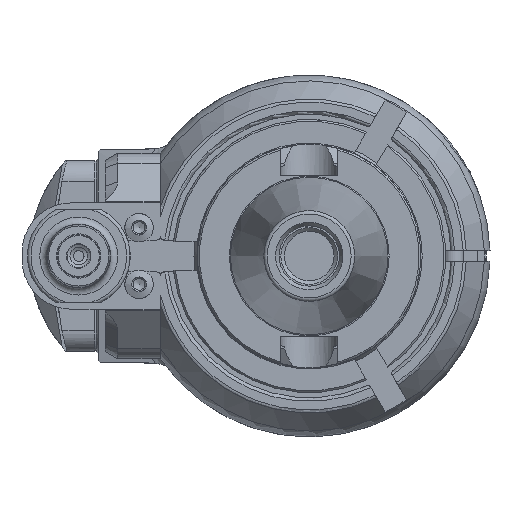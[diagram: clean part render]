
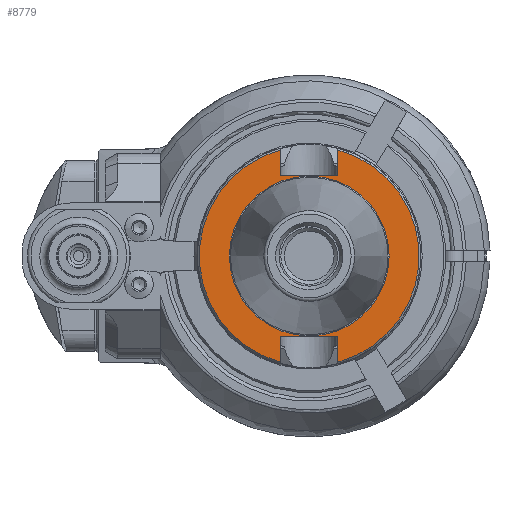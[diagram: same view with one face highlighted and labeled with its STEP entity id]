
A CAD part, left-side view. The second image highlights one B-rep face of the part: STEP entity #8779.
In plain terms, the highlighted planar face has unit normal (-1, 0, 0).
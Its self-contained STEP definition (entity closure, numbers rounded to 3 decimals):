
#797=LINE('',#17124,#1388);
#798=LINE('',#17126,#1389);
#799=LINE('',#17128,#1390);
#800=LINE('',#17132,#1391);
#801=LINE('',#17134,#1392);
#802=LINE('',#17135,#1393);
#1388=VECTOR('',#12123,7.337);
#1389=VECTOR('',#12124,16.1);
#1390=VECTOR('',#12125,7.337);
#1391=VECTOR('',#12128,7.337);
#1392=VECTOR('',#12129,16.1);
#1393=VECTOR('',#12130,7.337);
#1742=FACE_BOUND('',#2748,.T.);
#2171=FACE_OUTER_BOUND('',#2747,.T.);
#2747=EDGE_LOOP('',(#7570,#7571,#7572,#7573,#7574,#7575,#7576,#7577));
#2748=EDGE_LOOP('',(#7578));
#3269=CIRCLE('',#9755,22.525);
#3271=CIRCLE('',#9758,31.);
#3272=CIRCLE('',#9759,31.);
#4038=VERTEX_POINT('',#17116);
#4039=VERTEX_POINT('',#17120);
#4040=VERTEX_POINT('',#17121);
#4041=VERTEX_POINT('',#17123);
#4042=VERTEX_POINT('',#17125);
#4043=VERTEX_POINT('',#17127);
#4044=VERTEX_POINT('',#17129);
#4045=VERTEX_POINT('',#17131);
#4046=VERTEX_POINT('',#17133);
#5244=EDGE_CURVE('',#4038,#4038,#3269,.T.);
#5246=EDGE_CURVE('',#4039,#4040,#3271,.T.);
#5247=EDGE_CURVE('',#4041,#4040,#797,.T.);
#5248=EDGE_CURVE('',#4041,#4042,#798,.T.);
#5249=EDGE_CURVE('',#4043,#4042,#799,.T.);
#5250=EDGE_CURVE('',#4043,#4044,#3272,.T.);
#5251=EDGE_CURVE('',#4045,#4044,#800,.T.);
#5252=EDGE_CURVE('',#4046,#4045,#801,.T.);
#5253=EDGE_CURVE('',#4039,#4046,#802,.T.);
#7570=ORIENTED_EDGE('',*,*,#5246,.T.);
#7571=ORIENTED_EDGE('',*,*,#5247,.F.);
#7572=ORIENTED_EDGE('',*,*,#5248,.T.);
#7573=ORIENTED_EDGE('',*,*,#5249,.F.);
#7574=ORIENTED_EDGE('',*,*,#5250,.T.);
#7575=ORIENTED_EDGE('',*,*,#5251,.F.);
#7576=ORIENTED_EDGE('',*,*,#5252,.F.);
#7577=ORIENTED_EDGE('',*,*,#5253,.F.);
#7578=ORIENTED_EDGE('',*,*,#5244,.T.);
#8319=PLANE('',#9757);
#8779=ADVANCED_FACE('',(#2171,#1742),#8319,.F.);
#9755=AXIS2_PLACEMENT_3D('',#17117,#12115,#12116);
#9757=AXIS2_PLACEMENT_3D('',#17119,#12119,#12120);
#9758=AXIS2_PLACEMENT_3D('',#17122,#12121,#12122);
#9759=AXIS2_PLACEMENT_3D('',#17130,#12126,#12127);
#12115=DIRECTION('center_axis',(1.,0.,0.));
#12116=DIRECTION('ref_axis',(0.,-1.,0.));
#12119=DIRECTION('center_axis',(1.,0.,0.));
#12120=DIRECTION('ref_axis',(0.,1.,0.));
#12121=DIRECTION('center_axis',(-1.,0.,0.));
#12122=DIRECTION('ref_axis',(0.,0.26,0.966));
#12123=DIRECTION('',(0.,0.,-1.));
#12124=DIRECTION('',(0.,-1.,0.));
#12125=DIRECTION('',(0.,0.,1.));
#12126=DIRECTION('center_axis',(-1.,0.,0.));
#12127=DIRECTION('ref_axis',(0.,-0.26,-0.966));
#12128=DIRECTION('',(0.,0.,1.));
#12129=DIRECTION('',(0.,-1.,0.));
#12130=DIRECTION('',(0.,0.,-1.));
#17116=CARTESIAN_POINT('',(-198.,-22.525,0.));
#17117=CARTESIAN_POINT('Origin',(-198.,0.,0.));
#17119=CARTESIAN_POINT('Origin',(-198.,22.675,0.));
#17120=CARTESIAN_POINT('',(-198.,8.05,29.937));
#17121=CARTESIAN_POINT('',(-198.,8.05,-29.937));
#17122=CARTESIAN_POINT('Origin',(-198.,0.,0.));
#17123=CARTESIAN_POINT('',(-198.,8.05,-22.6));
#17124=CARTESIAN_POINT('',(-198.,8.05,-22.6));
#17125=CARTESIAN_POINT('',(-198.,-8.05,-22.6));
#17126=CARTESIAN_POINT('',(-198.,8.05,-22.6));
#17127=CARTESIAN_POINT('',(-198.,-8.05,-29.937));
#17128=CARTESIAN_POINT('',(-198.,-8.05,-29.937));
#17129=CARTESIAN_POINT('',(-198.,-8.05,29.937));
#17130=CARTESIAN_POINT('Origin',(-198.,0.,0.));
#17131=CARTESIAN_POINT('',(-198.,-8.05,22.6));
#17132=CARTESIAN_POINT('',(-198.,-8.05,22.6));
#17133=CARTESIAN_POINT('',(-198.,8.05,22.6));
#17134=CARTESIAN_POINT('',(-198.,8.05,22.6));
#17135=CARTESIAN_POINT('',(-198.,8.05,29.937));
